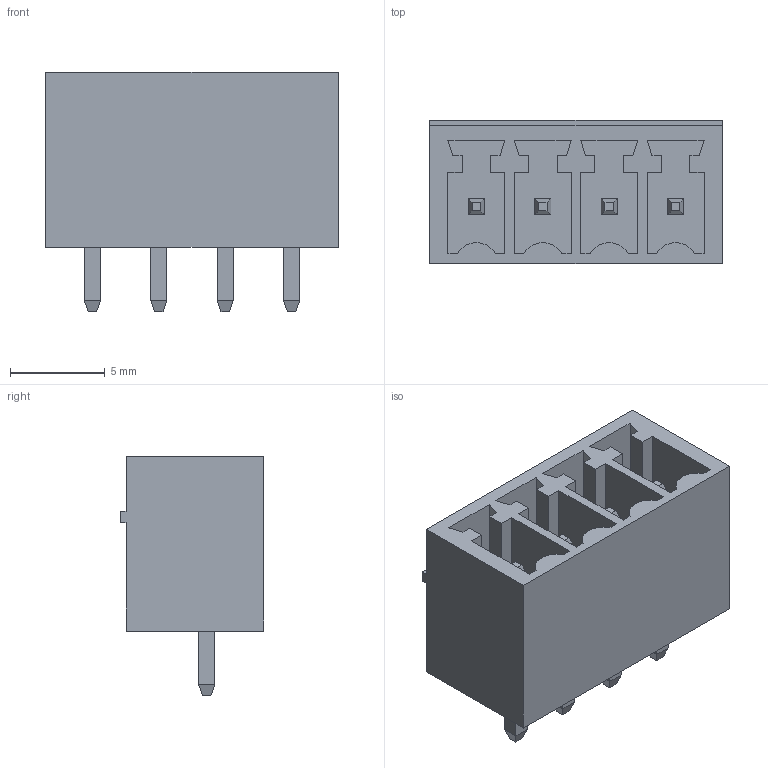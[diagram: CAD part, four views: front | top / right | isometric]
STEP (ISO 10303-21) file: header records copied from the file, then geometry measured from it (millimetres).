
FILE_DESCRIPTION(/* description */ ('model of PhoenixContact_MCV-G_04x3.50mm_Vertical.'),/* implementation_level */ FILE_NAME(/* name */ 'PhoenixContact_MCV-G_04x3.50mm_Vertical..stp',/* time_stamp */ '2017-02-23T23:13:29',/* author */ ('Rene Poeschl',''),/* organization */ (''),/* preprocessor_version */ '',/* originating_system */ '',/* authorisation */ '');
FILE_NAME(/* name */ 'PhoenixContact_MCV-G_04x3.50mm_Vertical..stp',/* time_stamp */ '2017-02-23T23:13:29',/* author */ ('Rene Poeschl',''),/* organization */ (''),/* preprocessor_version */ '',/* originating_system */ '',/* authorisation */ '');
FILE_SCHEMA(('AUTOMOTIVE_DESIGN_CC2 { 1 2 10303 214 -1 1 5 4 }'));
Length unit declared in the file: millimetre
Products named in the file (1): MCV_01x04_G_3_5mm
Bounding box: 15.4 x 7.55 x 12.6 mm (x, y, z)
Volume: 641.7 mm3; surface area: 1314.4 mm2
Topology: 1 solids, 1 shells, 142 faces, 352 edges, 224 vertices
Faces by surface type: plane 138, cylinder 4
Entity records: 9619 total; most frequent: CARTESIAN_POINT 1511, DIRECTION 1282, LINE 976, VECTOR 976, ORIENTED_EDGE 704, PCURVE 704, DEFINITIONAL_REPRESENTATION 704, EDGE_CURVE 352
